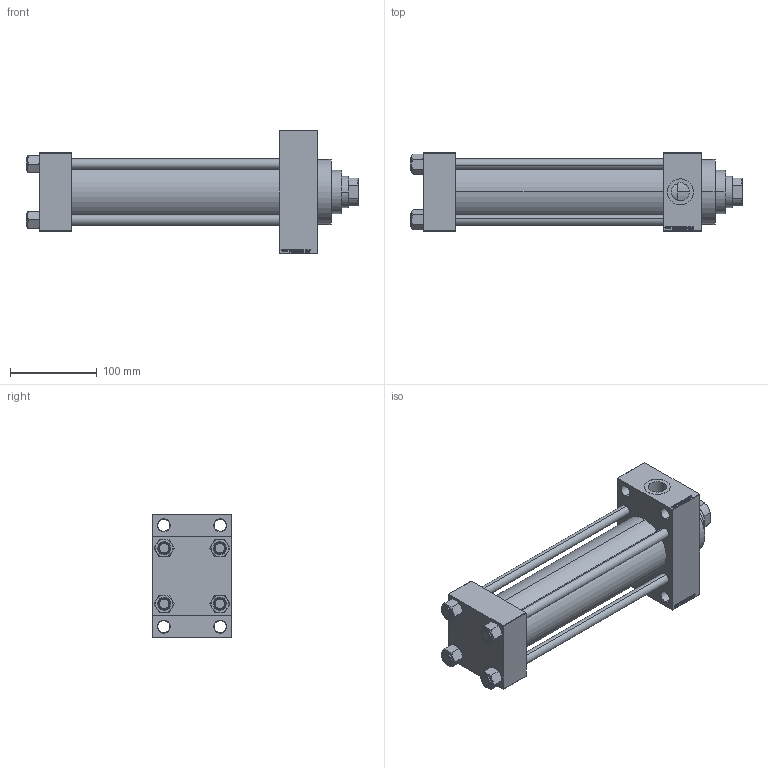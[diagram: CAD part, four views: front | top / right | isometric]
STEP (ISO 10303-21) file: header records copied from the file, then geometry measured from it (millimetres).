
FILE_DESCRIPTION (( 'STEP AP203' ), '1' );
FILE_NAME ('28db.STEP', '2022-04-15T14:14:47', ( '' ), ( '' ), 'SwSTEP 2.0', 'SolidWorks 2019', '' );
FILE_SCHEMA (( 'CONFIG_CONTROL_DESIGN' ));
Length unit declared in the file: millimetre
Products named in the file (6): NUT_M5_D b864a483835c34d7c0f6d4c49a8f1a00; 28db; V215_VC_A b864a483835c34d7c0f6d4c49a8f1a00; V215CR_D_TYCINKA b864a483835c34d7c0f6d4c49a8f1a00; V215CR_VCP_D b864a483835c34d7c0f6d4c49a8f1a00; V215CR_D_Body b864a483835c34d7c0f6d4c49a8f1a00
Assembly tree (11 placements, depth 2):
  28db
    V215CR_D_Body b864a483835c34d7c0f6d4c49a8f1a00
    V215CR_VCP_D b864a483835c34d7c0f6d4c49a8f1a00
    NUT_M5_D b864a483835c34d7c0f6d4c49a8f1a00  x4
    V215CR_D_TYCINKA b864a483835c34d7c0f6d4c49a8f1a00  x4
    V215_VC_A b864a483835c34d7c0f6d4c49a8f1a00
Bounding box: 383 x 90 x 142 mm (x, y, z)
Volume: 1487796.3 mm3; surface area: 327850.2 mm2
Topology: 11 solids, 11 shells, 1112 faces, 2766 edges, 1789 vertices
Faces by surface type: plane 499, bspline 368, cone 144, cylinder 93, torus 8
Entity records: 47426 total; most frequent: CARTESIAN_POINT 25106, ORIENTED_EDGE 5024, DIRECTION 3236, EDGE_CURVE 2512, VERTEX_POINT 1645, VECTOR 1510, LINE 1510, EDGE_LOOP 1125
